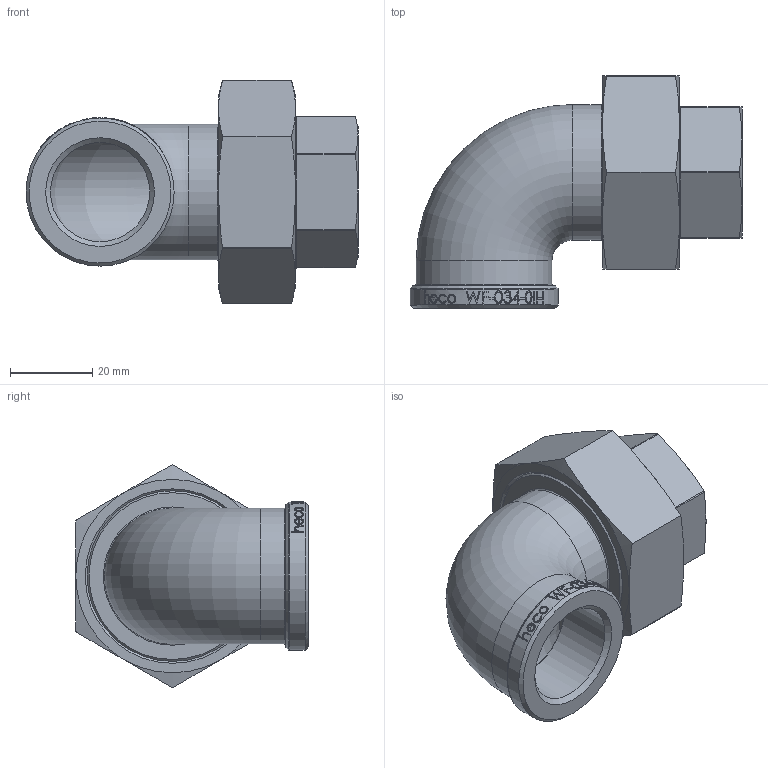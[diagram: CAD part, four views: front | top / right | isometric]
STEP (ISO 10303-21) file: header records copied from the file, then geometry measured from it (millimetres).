
FILE_DESCRIPTION (( 'STEP AP214' ), '1' );
FILE_NAME ('heco_WF-034-0II-I.STEP', '2015-11-05T08:08:31', ( 'test' ), ( '' ), 'SwSTEP 2.0', 'SolidWorks 2011', '' );
FILE_SCHEMA (( 'AUTOMOTIVE_DESIGN' ));
Length unit declared in the file: millimetre
Products named in the file (1): heco_WF-034-0II-I
Bounding box: 80.7 x 56.5 x 54.22 mm (x, y, z)
Volume: 46009.4 mm3; surface area: 21082.1 mm2
Topology: 1 solids, 1 shells, 251 faces, 620 edges, 401 vertices
Faces by surface type: plane 88, bspline 80, cylinder 46, cone 25, torus 12
Full cylindrical faces by diameter (mm): 24.117 x2, 28.4 x1, 33 x2, 36 x1, 39.2 x1, 39.8 x1, 43.8 x1
Entity records: 19949 total; most frequent: CARTESIAN_POINT 12090, ORIENTED_EDGE 1184, DIRECTION 769, EDGE_CURVE 592, VERTEX_POINT 394, AXIS2_PLACEMENT_3D 314, EDGE_LOOP 304, B_SPLINE_CURVE_WITH_KNOTS 273
